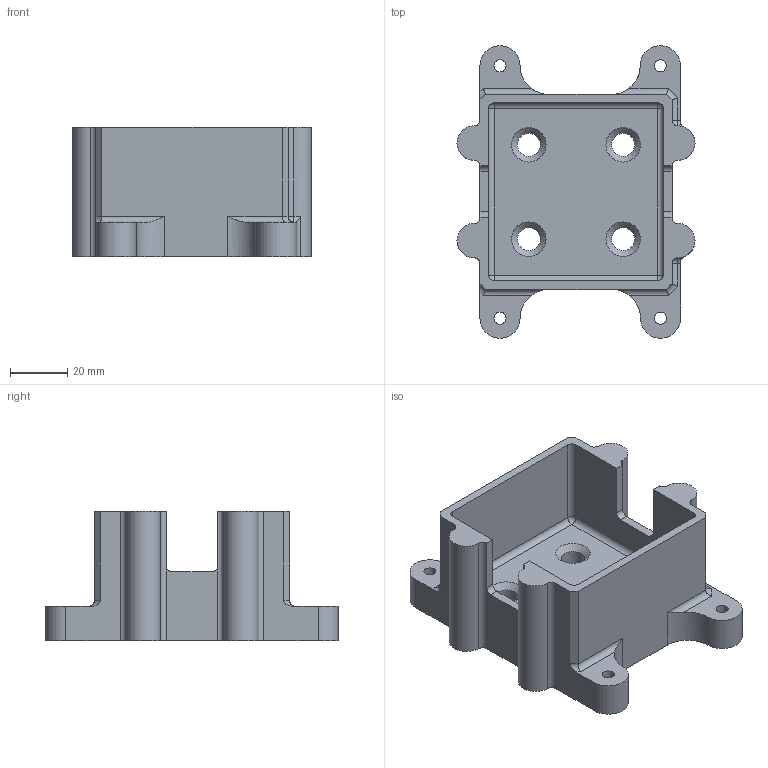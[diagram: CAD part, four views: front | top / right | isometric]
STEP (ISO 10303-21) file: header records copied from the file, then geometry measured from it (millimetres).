
FILE_DESCRIPTION(/* description */ (''),/* implementation_level */ '2;1');
FILE_NAME(/* name */ 'Короб.stp',/* time_stamp */ '2025-09-29T15:04:15+03:00',/* author */ (''),/* organization */ (''),/* preprocessor_version */ 'ST-DEVELOPER v16.7',/* originating_system */ 'SIEMENS PLM Software NX 1946',/* authorisation */ '');
FILE_SCHEMA (('AUTOMOTIVE_DESIGN { 1 0 10303 214 3 1 1 1 }'));
Length unit declared in the file: millimetre
Products named in the file (1): Короб
Bounding box: 83 x 102 x 45 mm (x, y, z)
Volume: 101808.4 mm3; surface area: 34270.2 mm2
Topology: 1 solids, 1 shells, 96 faces, 256 edges, 156 vertices
Faces by surface type: cylinder 52, plane 32, sphere 6, cone 4, torus 2
Full cylindrical faces by diameter (mm): 4.2 x4, 8 x4
Entity records: 2976 total; most frequent: CARTESIAN_POINT 547, DIRECTION 526, ORIENTED_EDGE 476, EDGE_CURVE 238, AXIS2_PLACEMENT_3D 199, VERTEX_POINT 156, LINE 128, VECTOR 128
